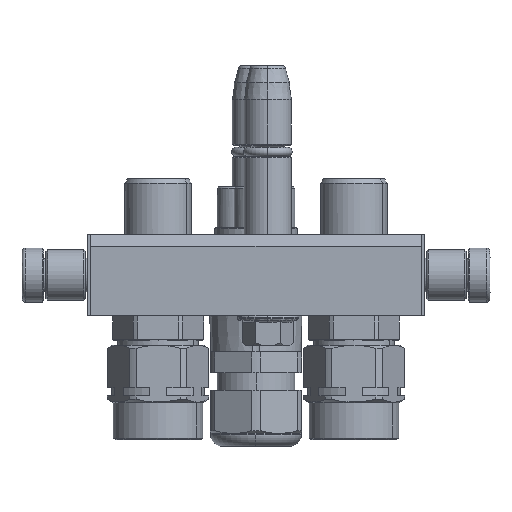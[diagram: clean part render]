
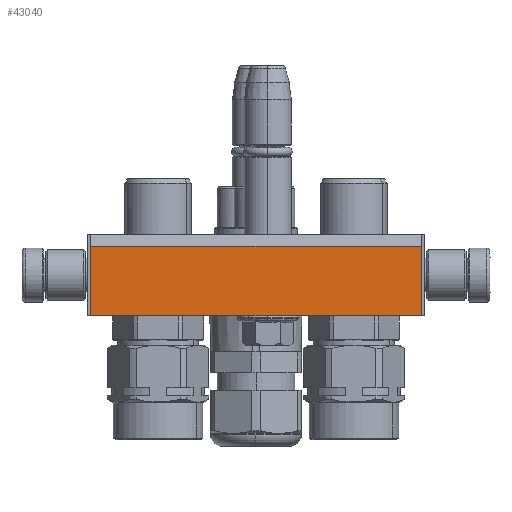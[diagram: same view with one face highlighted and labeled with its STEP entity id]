
A CAD part, left-side view. The second image highlights one B-rep face of the part: STEP entity #43040.
In plain terms, the highlighted face is planar.
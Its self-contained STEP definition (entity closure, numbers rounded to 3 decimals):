
#64 = LINE ( 'NONE', #52229, #31676 ) ;
#537 = DIRECTION ( 'NONE',  ( 1., 0., 0. ) ) ;
#1114 = EDGE_CURVE ( 'NONE', #24883, #11871, #64, .T. ) ;
#1923 = AXIS2_PLACEMENT_3D ( 'NONE', #45958, #28614, #10840 ) ;
#3078 = PLANE ( 'NONE',  #1923 ) ;
#5297 = CARTESIAN_POINT ( 'NONE',  ( -20., 24., 24. ) ) ;
#6227 = CARTESIAN_POINT ( 'NONE',  ( 78., 3.464, 24. ) ) ;
#6401 = CARTESIAN_POINT ( 'NONE',  ( 78., 3.464, 24. ) ) ;
#6440 = ORIENTED_EDGE ( 'NONE', *, *, #51088, .F. ) ;
#10840 = DIRECTION ( 'NONE',  ( 1., 0., 0. ) ) ;
#11871 = VERTEX_POINT ( 'NONE', #6227 ) ;
#17274 = VECTOR ( 'NONE', #537, 1000. ) ;
#17951 = LINE ( 'NONE', #6401, #40050 ) ;
#18392 = ORIENTED_EDGE ( 'NONE', *, *, #29201, .F. ) ;
#18832 = VERTEX_POINT ( 'NONE', #5297 ) ;
#20007 = CARTESIAN_POINT ( 'NONE',  ( 78., 24., 24. ) ) ;
#23265 = DIRECTION ( 'NONE',  ( 0., 1., 0. ) ) ;
#24883 = VERTEX_POINT ( 'NONE', #34408 ) ;
#28576 = CARTESIAN_POINT ( 'NONE',  ( -20., 3.464, 24. ) ) ;
#28614 = DIRECTION ( 'NONE',  ( 0., 0., 1. ) ) ;
#28935 = DIRECTION ( 'NONE',  ( 0., 1., 0. ) ) ;
#29201 = EDGE_CURVE ( 'NONE', #18832, #45419, #32677, .T. ) ;
#31676 = VECTOR ( 'NONE', #43699, 1000. ) ;
#32677 = LINE ( 'NONE', #34719, #17274 ) ;
#34408 = CARTESIAN_POINT ( 'NONE',  ( -20., 3.464, 24. ) ) ;
#34719 = CARTESIAN_POINT ( 'NONE',  ( -20., 24., 24. ) ) ;
#36458 = VECTOR ( 'NONE', #28935, 1000. ) ;
#37907 = EDGE_LOOP ( 'NONE', ( #18392, #6440, #49591, #43354 ) ) ;
#40050 = VECTOR ( 'NONE', #23265, 1000. ) ;
#43040 = ADVANCED_FACE ( 'NONE', ( #55144 ), #3078, .T. ) ;
#43354 = ORIENTED_EDGE ( 'NONE', *, *, #52263, .T. ) ;
#43699 = DIRECTION ( 'NONE',  ( 1., 0., 0. ) ) ;
#45419 = VERTEX_POINT ( 'NONE', #20007 ) ;
#45958 = CARTESIAN_POINT ( 'NONE',  ( -21., 0., 24. ) ) ;
#49591 = ORIENTED_EDGE ( 'NONE', *, *, #1114, .T. ) ;
#51088 = EDGE_CURVE ( 'NONE', #24883, #18832, #54721, .T. ) ;
#52229 = CARTESIAN_POINT ( 'NONE',  ( -20., 3.464, 24. ) ) ;
#52263 = EDGE_CURVE ( 'NONE', #11871, #45419, #17951, .T. ) ;
#54721 = LINE ( 'NONE', #28576, #36458 ) ;
#55144 = FACE_OUTER_BOUND ( 'NONE', #37907, .T. ) ;
